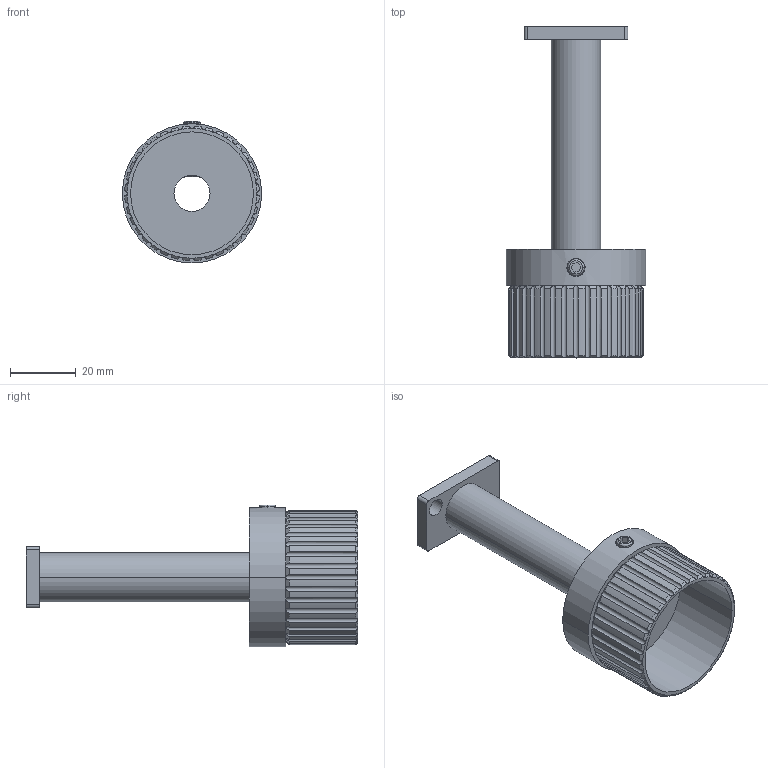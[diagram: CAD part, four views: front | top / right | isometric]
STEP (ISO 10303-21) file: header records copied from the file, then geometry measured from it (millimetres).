
FILE_DESCRIPTION (( 'STEP AP203' ), '1' );
FILE_NAME ('3D_GC2094_42.4_188706210.STEP', '2024-10-16T14:11:28', ( '' ), ( '' ), 'SwSTEP 2.0', 'SolidWorks 2024', '' );
FILE_SCHEMA (( 'CONFIG_CONTROL_DESIGN' ));
Length unit declared in the file: millimetre
Products named in the file (1): 3D_GC2094_42.4_188706210
Bounding box: 42.4 x 101 x 43.2 mm (x, y, z)
Volume: 25538.4 mm3; surface area: 17730 mm2
Topology: 2 solids, 2 shells, 155 faces, 397 edges, 251 vertices
Faces by surface type: cylinder 92, cone 40, plane 19, torus 2, bspline 2
Entity records: 7255 total; most frequent: CARTESIAN_POINT 3517, ORIENTED_EDGE 794, DIRECTION 738, EDGE_CURVE 397, AXIS2_PLACEMENT_3D 306, VERTEX_POINT 251, EDGE_LOOP 168, FACE_OUTER_BOUND 155
